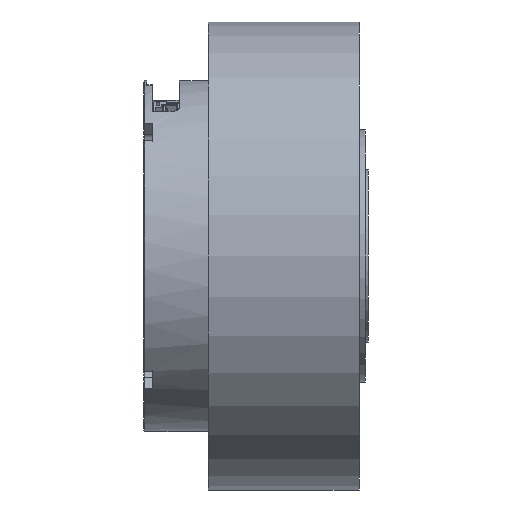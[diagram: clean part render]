
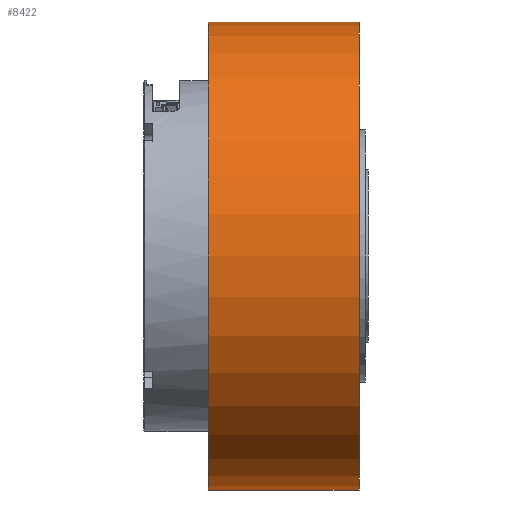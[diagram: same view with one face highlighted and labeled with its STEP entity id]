
A CAD part, left-side view. The second image highlights one B-rep face of the part: STEP entity #8422.
In plain terms, the highlighted cylindrical face has radius 38 mm (diameter 76 mm), a partial arc.
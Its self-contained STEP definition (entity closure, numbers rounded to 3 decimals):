
#3138=CARTESIAN_POINT('',(0.,0.,0.));
#3139=DIRECTION('',(0.,-1.,0.));
#3140=DIRECTION('',(0.,0.,1.));
#3141=AXIS2_PLACEMENT_3D('',#3138,#3139,#3140);
#4217=DIRECTION('',(0.,1.,0.));
#4218=VECTOR('',#4217,24.5);
#4219=CARTESIAN_POINT('',(0.,0.,-38.));
#4220=LINE('',#4219,#4218);
#4226=CARTESIAN_POINT('',(0.,24.5,0.));
#4227=DIRECTION('',(0.,1.,0.));
#4228=DIRECTION('',(0.,0.,-1.));
#4229=AXIS2_PLACEMENT_3D('',#4226,#4227,#4228);
#4291=DIRECTION('',(0.,1.,0.));
#4292=VECTOR('',#4291,24.5);
#4293=CARTESIAN_POINT('',(0.,0.,38.));
#4294=LINE('',#4293,#4292);
#6971=CARTESIAN_POINT('',(0.,24.5,38.));
#6972=CARTESIAN_POINT('',(0.,24.5,-38.));
#6973=VERTEX_POINT('',#6971);
#6974=VERTEX_POINT('',#6972);
#6983=CARTESIAN_POINT('',(0.,0.,38.));
#6984=VERTEX_POINT('',#6983);
#6985=CARTESIAN_POINT('',(0.,0.,-38.));
#6986=VERTEX_POINT('',#6985);
#8411=CARTESIAN_POINT('',(0.,0.,0.));
#8412=DIRECTION('',(0.,-1.,0.));
#8413=DIRECTION('',(0.,0.,-1.));
#8414=AXIS2_PLACEMENT_3D('',#8411,#8412,#8413);
#8415=CYLINDRICAL_SURFACE('',#8414,38.);
#8416=ORIENTED_EDGE('',*,*,#8359,.F.);
#8417=ORIENTED_EDGE('',*,*,#7817,.T.);
#8418=ORIENTED_EDGE('',*,*,#8356,.T.);
#8419=ORIENTED_EDGE('',*,*,#8370,.T.);
#8420=EDGE_LOOP('',(#8416,#8417,#8418,#8419));
#8421=FACE_OUTER_BOUND('',#8420,.F.);
#8422=ADVANCED_FACE('',(#8421),#8415,.T.);
#3142=CIRCLE('',#3141,38.);
#4230=CIRCLE('',#4229,38.);
#7817=EDGE_CURVE('',#6984,#6986,#3142,.T.);
#8356=EDGE_CURVE('',#6986,#6974,#4220,.T.);
#8359=EDGE_CURVE('',#6984,#6973,#4294,.T.);
#8370=EDGE_CURVE('',#6974,#6973,#4230,.T.);
